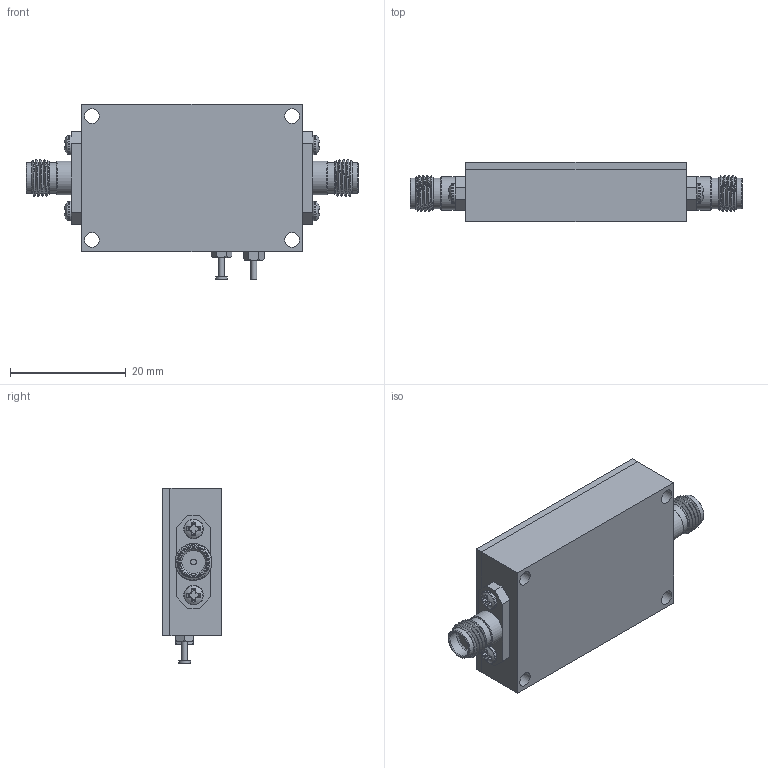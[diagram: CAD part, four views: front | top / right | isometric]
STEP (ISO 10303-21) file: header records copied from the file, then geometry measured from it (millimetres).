
FILE_DESCRIPTION (( 'STEP AP203' ), '1' );
FILE_NAME ('PE15A3259_3D.step', '2022-05-04T15:17:15', ( '' ), ( '' ), 'SwSTEP 2.0', 'SolidWorks 2021', '' );
FILE_SCHEMA (( 'CONFIG_CONTROL_DESIGN' ));
Products named in the file (1): PE15A3259_3D
Bounding box: 57.25 x 10.19 x 30.23 mm (x, y, z)
Volume: 10268.8 mm3; surface area: 4715.5 mm2
Topology: 1 solids, 15 shells, 1247 faces, 3353 edges, 2204 vertices
Faces by surface type: plane 670, bspline 281, cylinder 190, cone 94, torus 8, sphere 4
Full cylindrical faces by diameter (mm): 1.016 x6, 1.27 x2, 1.854 x4, 2.032 x1, 2.057 x6, 2.54 x4, 3.393 x4, 4.521 x2, 5.08 x2, 5.334 x4, 5.842 x2
Entity records: 64465 total; most frequent: CARTESIAN_POINT 36619, ORIENTED_EDGE 6462, DIRECTION 4434, EDGE_CURVE 3231, VERTEX_POINT 2169, LINE 1806, VECTOR 1806, EDGE_LOOP 1438
